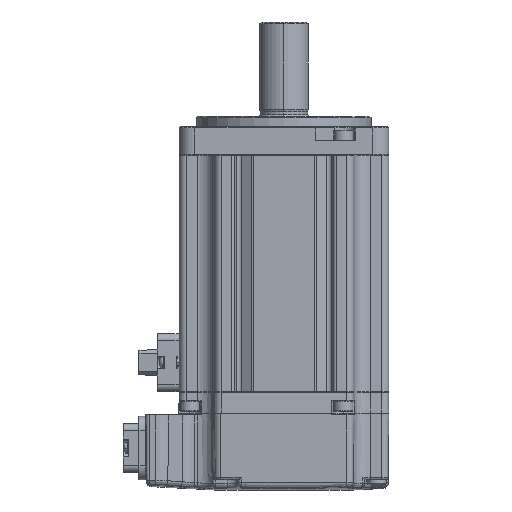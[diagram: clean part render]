
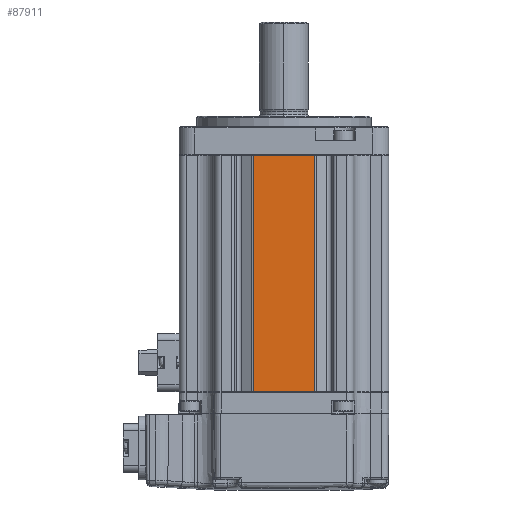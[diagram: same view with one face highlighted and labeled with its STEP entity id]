
A CAD part, front view. The second image highlights one B-rep face of the part: STEP entity #87911.
In plain terms, the highlighted planar face has unit normal (0, -1, 0).
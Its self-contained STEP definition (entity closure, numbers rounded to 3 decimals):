
#9305 = LINE ( 'NONE', #138087, #113822 ) ;
#11106 = DIRECTION ( 'NONE',  ( 0., 0., -1. ) ) ;
#23212 = CARTESIAN_POINT ( 'NONE',  ( 8.752, -30., -8.2 ) ) ;
#36667 = CARTESIAN_POINT ( 'NONE',  ( -8.752, -30., -75.8 ) ) ;
#38589 = VERTEX_POINT ( 'NONE', #36667 ) ;
#39269 = CARTESIAN_POINT ( 'NONE',  ( 20., -30., -76.75 ) ) ;
#39314 = AXIS2_PLACEMENT_3D ( 'NONE', #39269, #92926, #11106 ) ;
#43999 = VERTEX_POINT ( 'NONE', #23212 ) ;
#44605 = LINE ( 'NONE', #137495, #105856 ) ;
#48643 = ORIENTED_EDGE ( 'NONE', *, *, #125987, .T. ) ;
#50510 = ORIENTED_EDGE ( 'NONE', *, *, #66551, .T. ) ;
#52123 = EDGE_LOOP ( 'NONE', ( #155332, #76497, #50510, #48643 ) ) ;
#57512 = VERTEX_POINT ( 'NONE', #116266 ) ;
#58004 = LINE ( 'NONE', #149215, #69935 ) ;
#61355 = DIRECTION ( 'NONE',  ( 0., 0., 1. ) ) ;
#62757 = VECTOR ( 'NONE', #148273, 1000. ) ;
#65857 = CARTESIAN_POINT ( 'NONE',  ( 8.752, -30., -75.8 ) ) ;
#66551 = EDGE_CURVE ( 'NONE', #100307, #43999, #9305, .T. ) ;
#69935 = VECTOR ( 'NONE', #134746, 1000. ) ;
#76497 = ORIENTED_EDGE ( 'NONE', *, *, #149874, .T. ) ;
#87911 = ADVANCED_FACE ( 'NONE', ( #105704 ), #154378, .F. ) ;
#91468 = LINE ( 'NONE', #65857, #62757 ) ;
#92926 = DIRECTION ( 'NONE',  ( 0., 1., 0. ) ) ;
#94724 = EDGE_CURVE ( 'NONE', #57512, #38589, #58004, .T. ) ;
#100307 = VERTEX_POINT ( 'NONE', #145748 ) ;
#105704 = FACE_OUTER_BOUND ( 'NONE', #52123, .T. ) ;
#105856 = VECTOR ( 'NONE', #128676, 1000. ) ;
#113822 = VECTOR ( 'NONE', #61355, 1000. ) ;
#116266 = CARTESIAN_POINT ( 'NONE',  ( -8.752, -30., -8.2 ) ) ;
#125987 = EDGE_CURVE ( 'NONE', #43999, #57512, #44605, .T. ) ;
#128676 = DIRECTION ( 'NONE',  ( -1., 0., 0. ) ) ;
#134746 = DIRECTION ( 'NONE',  ( 0., 0., -1. ) ) ;
#137495 = CARTESIAN_POINT ( 'NONE',  ( -8.752, -30., -8.2 ) ) ;
#138087 = CARTESIAN_POINT ( 'NONE',  ( 8.752, -30., -76.75 ) ) ;
#145748 = CARTESIAN_POINT ( 'NONE',  ( 8.752, -30., -75.8 ) ) ;
#148273 = DIRECTION ( 'NONE',  ( 1., 0., 0. ) ) ;
#149215 = CARTESIAN_POINT ( 'NONE',  ( -8.752, -30., -76.75 ) ) ;
#149874 = EDGE_CURVE ( 'NONE', #38589, #100307, #91468, .T. ) ;
#154378 = PLANE ( 'NONE',  #39314 ) ;
#155332 = ORIENTED_EDGE ( 'NONE', *, *, #94724, .T. ) ;
